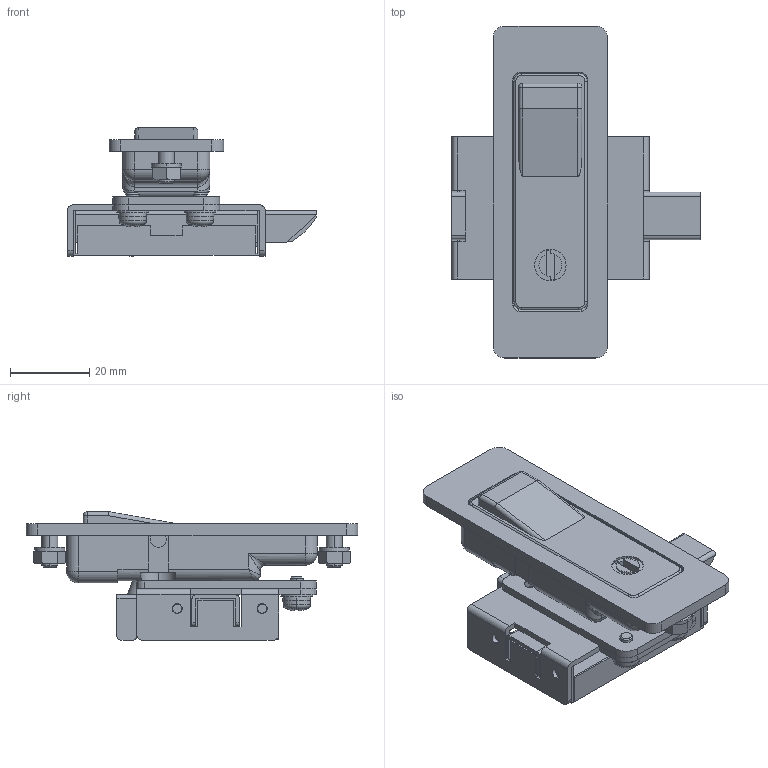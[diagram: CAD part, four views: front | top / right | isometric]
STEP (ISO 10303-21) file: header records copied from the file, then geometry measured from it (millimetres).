
FILE_DESCRIPTION (( 'STEP AP203' ), '1' );
FILE_NAME ('A-1750-3-1L.STEP', '2021-06-23T04:32:51', ( '' ), ( '' ), 'SwSTEP 2.0', 'SolidWorks 2018', '' );
FILE_SCHEMA (( 'CONFIG_CONTROL_DESIGN' ));
Length unit declared in the file: millimetre
Products named in the file (20): A-1750-3-1L_shaft pin_; A-1750-3-1L_handle Assy_; A-1750-3-1L_handle panel_; A-1750-3-1L; A-1750-3-1L_body Assy_; A-1750-3-1L_latch cover Assy_; A-1750-3-1L_latch_; A-1750-3-1L_handle boss_; A-1750-3-1L_latch cover_; A-1750-3-1L_spring lock washer_ver1.01__M4偽偹嵗嬥(SUS); A-1750-3-1L_latch case_; A-1750-3-1L_cross-recessed head machine screw_ver1.05__M4x6十字穴付なべ小ねじ(SUS)ダブルセムス小形(P4)旧JIS; A-1750-3-1L_lock unit_; A-1750-3-1L_stopper plate base_; A-1750-3-1L_body_; A-1750-3-1L_latch lid_; A-1750-3-1L_handle_; A-1750-3-1L_hex nut_ver1.05__M4ナット(SUS)1種_呼び径基準; A-1750-3-1L_body panel__Assy—p; A-1750-3-1L_latch Assy_
Assembly tree (23 placements, depth 3):
  A-1750-3-1L
    A-1750-3-1L_body Assy_
      A-1750-3-1L_body_
      A-1750-3-1L_body panel__Assy—p
    A-1750-3-1L_handle Assy_
      A-1750-3-1L_handle panel_
      A-1750-3-1L_handle_
      A-1750-3-1L_handle boss_
      A-1750-3-1L_lock unit_
    A-1750-3-1L_shaft pin_
    A-1750-3-1L_latch Assy_
      A-1750-3-1L_latch case_
      A-1750-3-1L_latch_
    A-1750-3-1L_latch cover Assy_
      A-1750-3-1L_latch cover_
      A-1750-3-1L_latch lid_
    A-1750-3-1L_stopper plate base_
    A-1750-3-1L_hex nut_ver1.05__M4ナット(SUS)1種_呼び径基準  x2
    A-1750-3-1L_spring lock washer_ver1.01__M4偽偹嵗嬥(SUS)  x2
    A-1750-3-1L_cross-recessed head machine screw_ver1.05__M4x6十字穴付なべ小ねじ(SUS)ダブルセムス小形(P4)旧JIS  x3
Bounding box: 63 x 84 x 32.5 mm (x, y, z)
Volume: 21611.4 mm3; surface area: 39633 mm2
Topology: 19 solids, 19 shells, 753 faces, 1889 edges, 1166 vertices
Faces by surface type: plane 349, cylinder 302, cone 36, sphere 36, torus 22, bspline 8
Entity records: 21466 total; most frequent: CARTESIAN_POINT 3822, DIRECTION 3382, ORIENTED_EDGE 3122, EDGE_CURVE 1561, AXIS2_PLACEMENT_3D 1220, VERTEX_POINT 976, VECTOR 942, LINE 942
